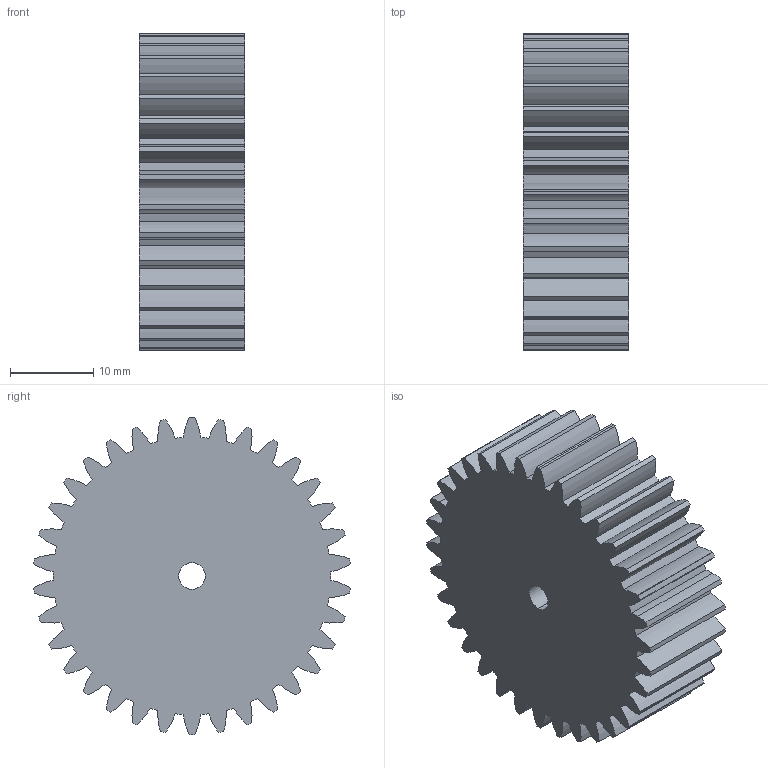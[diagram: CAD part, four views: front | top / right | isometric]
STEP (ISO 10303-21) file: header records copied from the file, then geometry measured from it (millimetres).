
FILE_DESCRIPTION (( 'STEP AP214' ), '1' );
FILE_NAME ('Inch - Spur gear 24DP 34T 20PA 0.5FW ---S34N3.0H2.0L0.125N.STEP', '2024-04-18T22:29:31', ( '' ), ( '' ), 'SwSTEP 2.0', 'SolidWorks 2024', '' );
FILE_SCHEMA (( 'AUTOMOTIVE_DESIGN' ));
Length unit declared in the file: inch
Products named in the file (1): Inch - Spur gear 24DP 34T 20PA 0.5FW ---S34N3.0H2.0L0.125N
Bounding box: 12.7 x 37.99 x 38.1 mm (x, y, z)
Volume: 12548.1 mm3; surface area: 4983.4 mm2
Topology: 1 solids, 1 shells, 145 faces, 429 edges, 286 vertices
Faces by surface type: cylinder 143, plane 2
Entity records: 5060 total; most frequent: DIRECTION 1007, CARTESIAN_POINT 861, ORIENTED_EDGE 858, AXIS2_PLACEMENT_3D 432, EDGE_CURVE 429, VERTEX_POINT 286, CIRCLE 286, EDGE_LOOP 147
